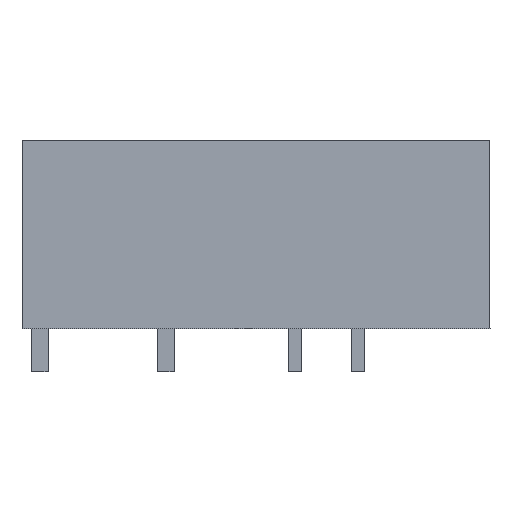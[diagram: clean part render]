
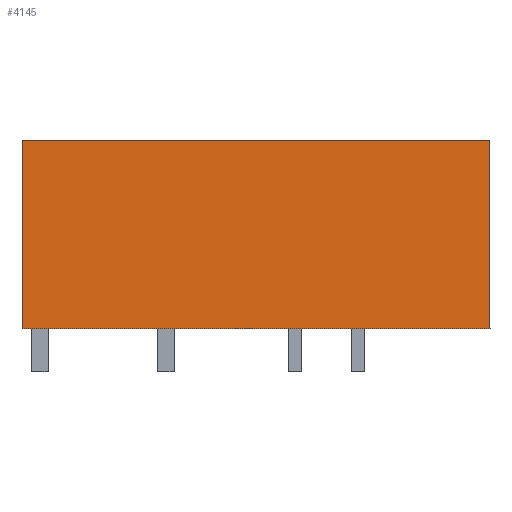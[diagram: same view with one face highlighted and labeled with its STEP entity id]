
A CAD part, left-side view. The second image highlights one B-rep face of the part: STEP entity #4145.
In plain terms, the highlighted planar face has unit normal (-1, 0, 0).
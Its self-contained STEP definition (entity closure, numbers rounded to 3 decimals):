
#4132=AXIS2_PLACEMENT_3D('Plane Axis2P3D',#4129,#4130,#4131) ;
#1238=CARTESIAN_POINT('Vertex',(0.,28.3,2.6)) ;
#1241=CARTESIAN_POINT('Line Origine',(0.,28.3,8.3)) ;
#1245=CARTESIAN_POINT('Vertex',(0.,28.3,14.)) ;
#1273=CARTESIAN_POINT('Line Origine',(0.,14.15,14.)) ;
#1277=CARTESIAN_POINT('Vertex',(0.,0.,14.)) ;
#3218=CARTESIAN_POINT('Line Origine',(0.,0.,8.3)) ;
#3222=CARTESIAN_POINT('Vertex',(0.,0.,2.6)) ;
#4129=CARTESIAN_POINT('Axis2P3D Location',(0.,28.3,-0.9)) ;
#4134=CARTESIAN_POINT('Line Origine',(0.,14.15,2.6)) ;
#1242=DIRECTION('Vector Direction',(0.,0.,1.)) ;
#1274=DIRECTION('Vector Direction',(0.,1.,0.)) ;
#3219=DIRECTION('Vector Direction',(0.,0.,-1.)) ;
#4130=DIRECTION('Axis2P3D Direction',(-1.,0.,0.)) ;
#4131=DIRECTION('Axis2P3D XDirection',(0.,-1.,0.)) ;
#4135=DIRECTION('Vector Direction',(0.,1.,0.)) ;
#1243=VECTOR('Line Direction',#1242,1.) ;
#1275=VECTOR('Line Direction',#1274,1.) ;
#3220=VECTOR('Line Direction',#3219,1.) ;
#4136=VECTOR('Line Direction',#4135,1.) ;
#4140=ORIENTED_EDGE('',*,*,#4138,.F.) ;
#4141=ORIENTED_EDGE('',*,*,#3224,.F.) ;
#4142=ORIENTED_EDGE('',*,*,#1279,.T.) ;
#4143=ORIENTED_EDGE('',*,*,#1247,.T.) ;
#4145=ADVANCED_FACE('housing',(#4144),#4133,.T.) ;
#1247=EDGE_CURVE('',#1246,#1239,#1244,.F.) ;
#1279=EDGE_CURVE('',#1278,#1246,#1276,.T.) ;
#3224=EDGE_CURVE('',#1278,#3223,#3221,.T.) ;
#4138=EDGE_CURVE('',#3223,#1239,#4137,.T.) ;
#4139=EDGE_LOOP('',(#4140,#4141,#4142,#4143)) ;
#4144=FACE_OUTER_BOUND('',#4139,.T.) ;
#1244=LINE('Line',#1241,#1243) ;
#1276=LINE('Line',#1273,#1275) ;
#3221=LINE('Line',#3218,#3220) ;
#4137=LINE('Line',#4134,#4136) ;
#4133=PLANE('',#4132) ;
#1239=VERTEX_POINT('',#1238) ;
#1246=VERTEX_POINT('',#1245) ;
#1278=VERTEX_POINT('',#1277) ;
#3223=VERTEX_POINT('',#3222) ;
